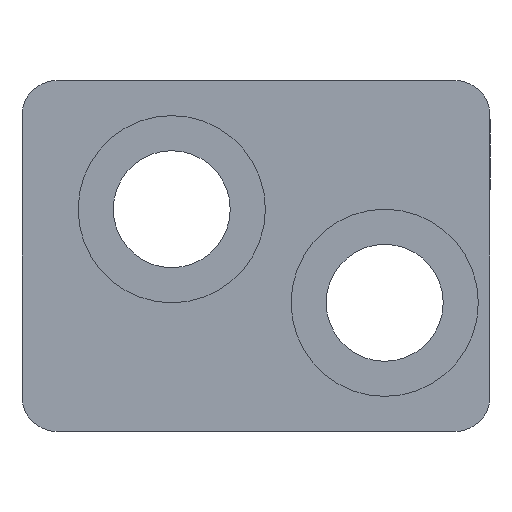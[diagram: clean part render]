
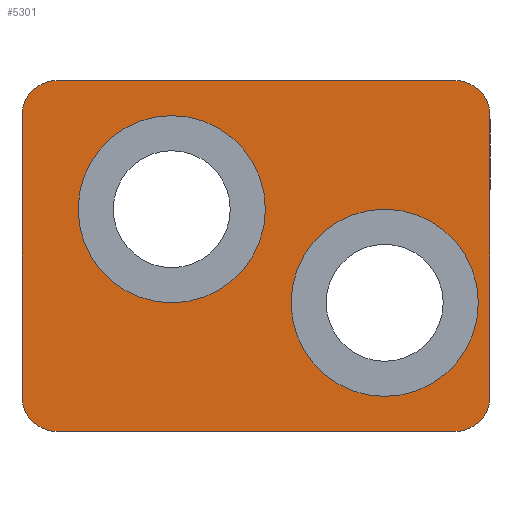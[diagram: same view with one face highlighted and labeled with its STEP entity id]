
A CAD part, left-side view. The second image highlights one B-rep face of the part: STEP entity #5301.
In plain terms, the highlighted planar face has unit normal (-1, 0, 0).
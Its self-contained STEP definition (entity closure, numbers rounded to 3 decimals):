
#435=CARTESIAN_POINT('',(-7.5,9.561,7.061));
#436=VERTEX_POINT('',#435);
#445=CARTESIAN_POINT('',(-7.5,8.5,7.5));
#446=VERTEX_POINT('',#445);
#447=CARTESIAN_POINT('',(-7.5,8.5,6.0));
#448=DIRECTION('',(1.,0.0,0.0));
#449=DIRECTION('',(0.0,0.707,0.707));
#450=AXIS2_PLACEMENT_3D('',#447,#448,#449);
#451=CIRCLE('',#450,1.5);
#452=EDGE_CURVE('',#436,#446,#451,.T.);
#479=CARTESIAN_POINT('',(-7.5,9.561,-7.061));
#480=VERTEX_POINT('',#479);
#496=CARTESIAN_POINT('',(-7.5,8.5,-7.5));
#497=VERTEX_POINT('',#496);
#504=CARTESIAN_POINT('',(-7.5,8.5,-6.0));
#505=DIRECTION('',(1.,0.0,0.0));
#506=DIRECTION('',(0.0,0.707,-0.707));
#507=AXIS2_PLACEMENT_3D('',#504,#505,#506);
#508=CIRCLE('',#507,1.5);
#509=EDGE_CURVE('',#497,#480,#508,.T.);
#519=CARTESIAN_POINT('',(-7.5,-9.561,-7.061));
#520=VERTEX_POINT('',#519);
#529=CARTESIAN_POINT('',(-7.5,-8.5,-7.5));
#530=VERTEX_POINT('',#529);
#531=CARTESIAN_POINT('',(-7.5,-8.5,-6.0));
#532=DIRECTION('',(1.,0.0,0.0));
#533=DIRECTION('',(0.0,-0.707,-0.707));
#534=AXIS2_PLACEMENT_3D('',#531,#532,#533);
#535=CIRCLE('',#534,1.5);
#536=EDGE_CURVE('',#520,#530,#535,.T.);
#647=CARTESIAN_POINT('',(-7.5,-9.561,7.061));
#648=VERTEX_POINT('',#647);
#664=CARTESIAN_POINT('',(-7.5,-8.5,7.5));
#665=VERTEX_POINT('',#664);
#672=CARTESIAN_POINT('',(-7.5,-8.5,6.0));
#673=DIRECTION('',(1.,0.0,0.0));
#674=DIRECTION('',(0.0,-0.707,0.707));
#675=AXIS2_PLACEMENT_3D('',#672,#673,#674);
#676=CIRCLE('',#675,1.5);
#677=EDGE_CURVE('',#665,#648,#676,.T.);
#689=CARTESIAN_POINT('',(-7.5,-0.4,2.0));
#690=VERTEX_POINT('',#689);
#706=CARTESIAN_POINT('',(-7.5,7.6,2.));
#707=VERTEX_POINT('',#706);
#714=CARTESIAN_POINT('',(-7.5,3.6,2.0));
#715=DIRECTION('',(1.0,0.0,0.0));
#716=DIRECTION('',(0.0,-1.0,0.0));
#717=AXIS2_PLACEMENT_3D('',#714,#715,#716);
#718=CIRCLE('',#717,4.0);
#719=EDGE_CURVE('',#690,#707,#718,.T.);
#731=CARTESIAN_POINT('',(-7.5,-9.5,-2.0));
#732=VERTEX_POINT('',#731);
#748=CARTESIAN_POINT('',(-7.5,-1.5,-2.0));
#749=VERTEX_POINT('',#748);
#756=CARTESIAN_POINT('',(-7.5,-5.5,-2.0));
#757=DIRECTION('',(1.0,0.0,0.0));
#758=DIRECTION('',(0.0,-1.0,0.0));
#759=AXIS2_PLACEMENT_3D('',#756,#757,#758);
#760=CIRCLE('',#759,4.0);
#761=EDGE_CURVE('',#732,#749,#760,.T.);
#4852=CARTESIAN_POINT('',(-7.5,-5.5,-2.0));
#4853=DIRECTION('',(1.0,0.0,0.0));
#4854=DIRECTION('',(0.0,-1.0,0.0));
#4855=AXIS2_PLACEMENT_3D('',#4852,#4853,#4854);
#4856=CIRCLE('',#4855,4.0);
#4857=EDGE_CURVE('',#749,#732,#4856,.T.);
#4896=CARTESIAN_POINT('',(-7.5,3.6,2.0));
#4897=DIRECTION('',(1.0,0.0,0.0));
#4898=DIRECTION('',(0.0,-1.0,0.0));
#4899=AXIS2_PLACEMENT_3D('',#4896,#4897,#4898);
#4900=CIRCLE('',#4899,4.0);
#4901=EDGE_CURVE('',#707,#690,#4900,.T.);
#4940=CARTESIAN_POINT('',(-7.5,-10.0,6.0));
#4941=VERTEX_POINT('',#4940);
#4942=CARTESIAN_POINT('',(-7.5,-8.5,6.0));
#4943=DIRECTION('',(1.,0.0,0.0));
#4944=DIRECTION('',(0.0,-0.707,0.707));
#4945=AXIS2_PLACEMENT_3D('',#4942,#4943,#4944);
#4946=CIRCLE('',#4945,1.5);
#4947=EDGE_CURVE('',#648,#4941,#4946,.T.);
#5102=CARTESIAN_POINT('',(-7.5,-10.0,-6.0));
#5103=VERTEX_POINT('',#5102);
#5110=CARTESIAN_POINT('',(-7.5,-8.5,-6.0));
#5111=DIRECTION('',(1.,0.0,0.0));
#5112=DIRECTION('',(0.0,-0.707,-0.707));
#5113=AXIS2_PLACEMENT_3D('',#5110,#5111,#5112);
#5114=CIRCLE('',#5113,1.5);
#5115=EDGE_CURVE('',#5103,#520,#5114,.T.);
#5134=CARTESIAN_POINT('',(-7.5,-10.0,-6.0));
#5135=DIRECTION('',(0.0,0.0,1.0));
#5136=VECTOR('',#5135,12.0);
#5137=LINE('',#5134,#5136);
#5138=EDGE_CURVE('',#5103,#4941,#5137,.T.);
#5215=CARTESIAN_POINT('',(-7.5,10.0,-6.0));
#5216=VERTEX_POINT('',#5215);
#5217=CARTESIAN_POINT('',(-7.5,8.5,-6.0));
#5218=DIRECTION('',(1.,0.0,0.0));
#5219=DIRECTION('',(0.0,0.707,-0.707));
#5220=AXIS2_PLACEMENT_3D('',#5217,#5218,#5219);
#5221=CIRCLE('',#5220,1.5);
#5222=EDGE_CURVE('',#480,#5216,#5221,.T.);
#5240=CARTESIAN_POINT('',(-7.5,10.0,6.0));
#5241=VERTEX_POINT('',#5240);
#5242=CARTESIAN_POINT('',(-7.5,10.0,-6.0));
#5243=DIRECTION('',(0.0,0.0,1.0));
#5244=VECTOR('',#5243,12.0);
#5245=LINE('',#5242,#5244);
#5246=EDGE_CURVE('',#5216,#5241,#5245,.T.);
#5258=CARTESIAN_POINT('',(-7.5,-10.0,-7.5));
#5259=DIRECTION('',(-1.0,0.0,0.0));
#5260=DIRECTION('',(0.0,0.0,1.0));
#5261=AXIS2_PLACEMENT_3D('',#5258,#5259,#5260);
#5262=PLANE('',#5261);
#5263=ORIENTED_EDGE('',*,*,#677,.F.);
#5264=CARTESIAN_POINT('',(-7.5,-8.5,7.5));
#5265=DIRECTION('',(0.0,1.0,0.0));
#5266=VECTOR('',#5265,17.);
#5267=LINE('',#5264,#5266);
#5268=EDGE_CURVE('',#665,#446,#5267,.T.);
#5269=ORIENTED_EDGE('',*,*,#5268,.T.);
#5270=ORIENTED_EDGE('',*,*,#452,.F.);
#5271=CARTESIAN_POINT('',(-7.5,8.5,6.0));
#5272=DIRECTION('',(1.,0.0,0.0));
#5273=DIRECTION('',(0.0,0.707,0.707));
#5274=AXIS2_PLACEMENT_3D('',#5271,#5272,#5273);
#5275=CIRCLE('',#5274,1.5);
#5276=EDGE_CURVE('',#5241,#436,#5275,.T.);
#5277=ORIENTED_EDGE('',*,*,#5276,.F.);
#5278=ORIENTED_EDGE('',*,*,#5246,.F.);
#5279=ORIENTED_EDGE('',*,*,#5222,.F.);
#5280=ORIENTED_EDGE('',*,*,#509,.F.);
#5281=CARTESIAN_POINT('',(-7.5,8.5,-7.5));
#5282=DIRECTION('',(0.0,-1.0,0.0));
#5283=VECTOR('',#5282,17.);
#5284=LINE('',#5281,#5283);
#5285=EDGE_CURVE('',#497,#530,#5284,.T.);
#5286=ORIENTED_EDGE('',*,*,#5285,.T.);
#5287=ORIENTED_EDGE('',*,*,#536,.F.);
#5288=ORIENTED_EDGE('',*,*,#5115,.F.);
#5289=ORIENTED_EDGE('',*,*,#5138,.T.);
#5290=ORIENTED_EDGE('',*,*,#4947,.F.);
#5291=EDGE_LOOP('',(#5263,#5269,#5270,#5277,#5278,#5279,#5280,#5286,#5287,#5288,#5289,#5290));
#5292=FACE_OUTER_BOUND('',#5291,.T.);
#5293=ORIENTED_EDGE('',*,*,#761,.T.);
#5294=ORIENTED_EDGE('',*,*,#4857,.T.);
#5295=EDGE_LOOP('',(#5293,#5294));
#5296=FACE_BOUND('',#5295,.T.);
#5297=ORIENTED_EDGE('',*,*,#719,.T.);
#5298=ORIENTED_EDGE('',*,*,#4901,.T.);
#5299=EDGE_LOOP('',(#5297,#5298));
#5300=FACE_BOUND('',#5299,.T.);
#5301=ADVANCED_FACE('',(#5292,#5296,#5300),#5262,.T.);
